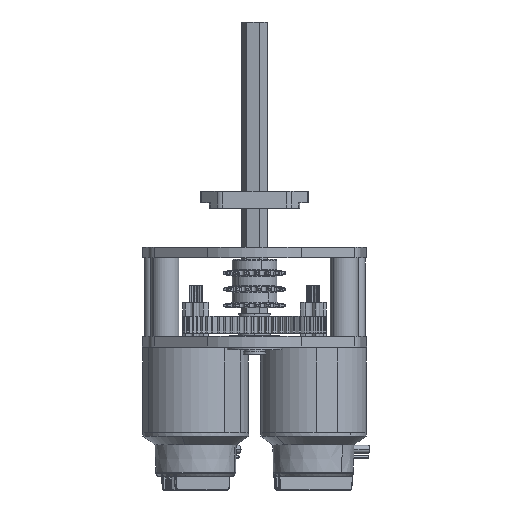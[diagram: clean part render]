
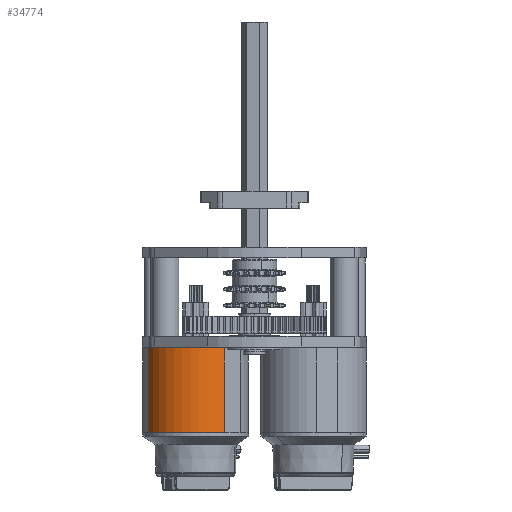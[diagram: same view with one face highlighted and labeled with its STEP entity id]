
A CAD part, front view. The second image highlights one B-rep face of the part: STEP entity #34774.
In plain terms, the highlighted cylindrical face has radius 30 mm (diameter 60 mm), a partial arc.
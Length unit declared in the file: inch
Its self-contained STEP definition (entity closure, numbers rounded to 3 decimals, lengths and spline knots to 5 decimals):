
#2124 = FACE_OUTER_BOUND ( 'NONE', #16181, .T. ) ;
#3967 = ORIENTED_EDGE ( 'NONE', *, *, #45165, .T. ) ;
#4131 = VERTEX_POINT ( 'NONE', #46069 ) ;
#4452 = CARTESIAN_POINT ( 'NONE',  ( 0., 0., -0.87402 ) ) ;
#6096 = CYLINDRICAL_SURFACE ( 'NONE', #18223, 1.1811 ) ;
#6509 = CIRCLE ( 'NONE', #59500, 1.1811 ) ;
#8860 = LINE ( 'NONE', #69446, #16373 ) ;
#9495 = DIRECTION ( 'NONE',  ( 0., 0., -1. ) ) ;
#11608 = CARTESIAN_POINT ( 'NONE',  ( 0.87739, -0.79069, 1.0115 ) ) ;
#13766 = DIRECTION ( 'NONE',  ( 0., 0., -1. ) ) ;
#16181 = EDGE_LOOP ( 'NONE', ( #58840, #3967, #58759, #69903 ) ) ;
#16369 = VERTEX_POINT ( 'NONE', #71539 ) ;
#16373 = VECTOR ( 'NONE', #9495, 39.37008 ) ;
#18011 = VECTOR ( 'NONE', #13766, 39.37008 ) ;
#18223 = AXIS2_PLACEMENT_3D ( 'NONE', #65404, #36094, #29556 ) ;
#18519 = CARTESIAN_POINT ( 'NONE',  ( -0.87739, -0.79069, 1.0115 ) ) ;
#28342 = CARTESIAN_POINT ( 'NONE',  ( 0., 0., 1.0115 ) ) ;
#29556 = DIRECTION ( 'NONE',  ( -1., 0., 0. ) ) ;
#32901 = AXIS2_PLACEMENT_3D ( 'NONE', #28342, #45927, #75895 ) ;
#34774 = ADVANCED_FACE ( 'NONE', ( #2124 ), #6096, .T. ) ;
#34869 = DIRECTION ( 'NONE',  ( 0., 0., 1. ) ) ;
#36094 = DIRECTION ( 'NONE',  ( 0., 0., -1. ) ) ;
#40544 = LINE ( 'NONE', #43966, #18011 ) ;
#43966 = CARTESIAN_POINT ( 'NONE',  ( 0.87739, -0.79069, 0.87402 ) ) ;
#45165 = EDGE_CURVE ( 'NONE', #77271, #76666, #66486, .T. ) ;
#45196 = EDGE_CURVE ( 'NONE', #16369, #4131, #6509, .T. ) ;
#45927 = DIRECTION ( 'NONE',  ( 0., 0., -1. ) ) ;
#46069 = CARTESIAN_POINT ( 'NONE',  ( 0.87739, -0.79069, -0.87402 ) ) ;
#58669 = DIRECTION ( 'NONE',  ( 1., 0., 0. ) ) ;
#58759 = ORIENTED_EDGE ( 'NONE', *, *, #67655, .T. ) ;
#58840 = ORIENTED_EDGE ( 'NONE', *, *, #75460, .F. ) ;
#59500 = AXIS2_PLACEMENT_3D ( 'NONE', #4452, #34869, #58669 ) ;
#65404 = CARTESIAN_POINT ( 'NONE',  ( 0., 0., 0.87402 ) ) ;
#66486 = CIRCLE ( 'NONE', #32901, 1.1811 ) ;
#67655 = EDGE_CURVE ( 'NONE', #76666, #16369, #8860, .T. ) ;
#69446 = CARTESIAN_POINT ( 'NONE',  ( -0.87739, -0.79069, 0.87402 ) ) ;
#69903 = ORIENTED_EDGE ( 'NONE', *, *, #45196, .T. ) ;
#71539 = CARTESIAN_POINT ( 'NONE',  ( -0.87739, -0.79069, -0.87402 ) ) ;
#75460 = EDGE_CURVE ( 'NONE', #77271, #4131, #40544, .T. ) ;
#75895 = DIRECTION ( 'NONE',  ( 1., 0., 0. ) ) ;
#76666 = VERTEX_POINT ( 'NONE', #18519 ) ;
#77271 = VERTEX_POINT ( 'NONE', #11608 ) ;
